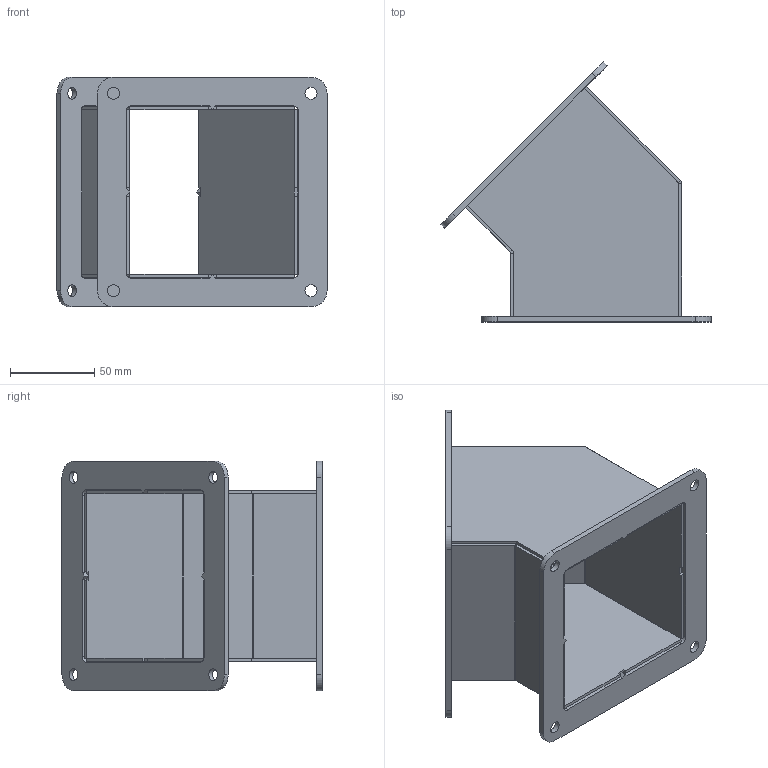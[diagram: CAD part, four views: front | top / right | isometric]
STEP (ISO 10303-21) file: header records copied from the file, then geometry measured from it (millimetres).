
FILE_DESCRIPTION((''),'2;1');
FILE_NAME('SSJWL454.stp','2013-01-02T08:15:53',('kadelman'),(''),'Autodesk Inventor 2012','Autodesk Inventor 2012','');
FILE_SCHEMA(('AUTOMOTIVE_DESIGN { 1 0 10303 214 1 1 1 1 }'));
Length unit declared in the file: inch
Products named in the file (5): SSJWL45_-assm; SSJWL454BT; SSJWL454TB; SSJWL454AX; SSJW4RINGP
Assembly tree (6 placements, depth 2):
  SSJWL45_-assm
    SSJWL454BT
    SSJWL454TB  x2
    SSJWL454AX
    SSJW4RINGP  x2
Bounding box: 160.57 x 154.6 x 136.53 mm (x, y, z)
Volume: 139573.8 mm3; surface area: 136511.8 mm2
Topology: 6 solids, 6 shells, 138 faces, 362 edges, 236 vertices
Faces by surface type: plane 110, cylinder 28
Full cylindrical faces by diameter (mm): 7.144 x8
Entity records: 2980 total; most frequent: CARTESIAN_POINT 481, DIRECTION 465, ORIENTED_EDGE 458, EDGE_CURVE 229, VECTOR 197, LINE 197, VERTEX_POINT 150, AXIS2_PLACEMENT_3D 134
